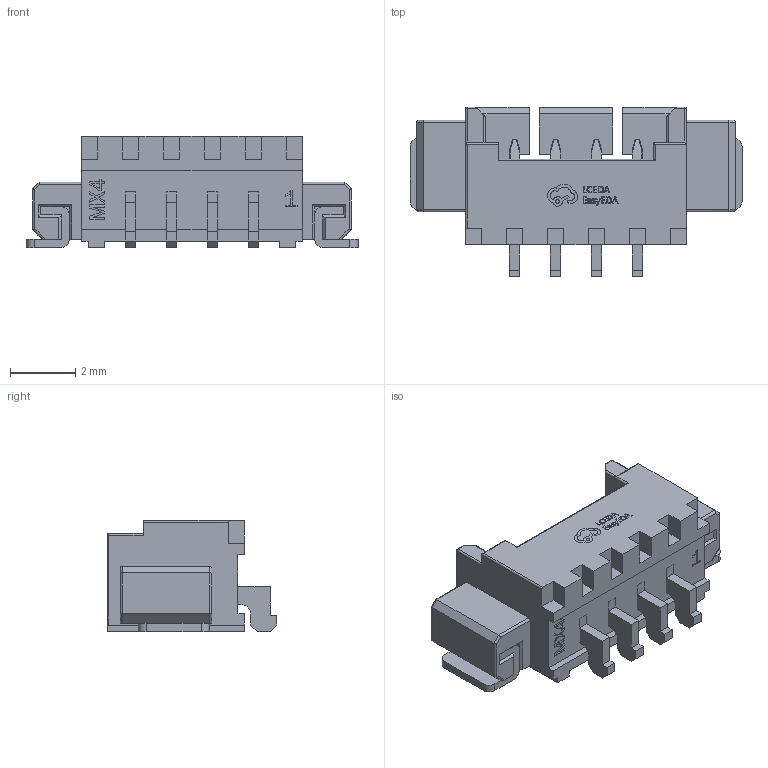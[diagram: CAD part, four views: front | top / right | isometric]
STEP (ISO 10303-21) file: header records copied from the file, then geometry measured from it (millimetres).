
FILE_DESCRIPTION(/* description */ (''),/* implementation_level */ '2;1');
FILE_NAME(/* name */ '3D_PCB1_2023-09-09 (2).step',/* time_stamp */ '2023-09-09T23:00:13+08:00',/* author */ (''),/* organization */ (''),/* preprocessor_version */ 'ST-DEVELOPER v20',/* originating_system */ 'Autodesk Translation Framework v12.9.0.99',/* authorisation */ '');
FILE_SCHEMA (('AUTOMOTIVE_DESIGN { 1 0 10303 214 3 1 1 }'));
Length unit declared in the file: millimetre
Products named in the file (4): (未保存); CN1; CONN-SMD_1.25-4PWT; COMPOUND (1)
Assembly tree (3 placements, depth 4):
  (未保存)
    CN1
      CONN-SMD_1.25-4PWT
        COMPOUND (1)
Bounding box: 10.15 x 5.19 x 3.4 mm (x, y, z)
Volume: 57.9 mm3; surface area: 265.1 mm2
Topology: 20 solids, 20 shells, 656 faces, 1753 edges, 1147 vertices
Faces by surface type: plane 445, bspline 114, cylinder 95, sphere 2
Entity records: 22260 total; most frequent: CARTESIAN_POINT 5501, ORIENTED_EDGE 3502, DIRECTION 2950, EDGE_CURVE 1751, LINE 1366, VECTOR 1366, VERTEX_POINT 1147, AXIS2_PLACEMENT_3D 792
